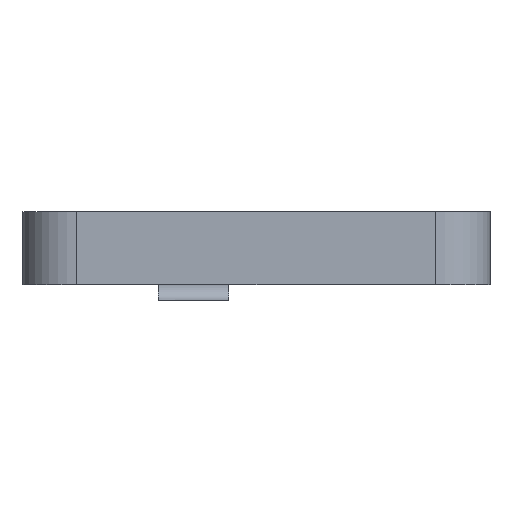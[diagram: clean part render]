
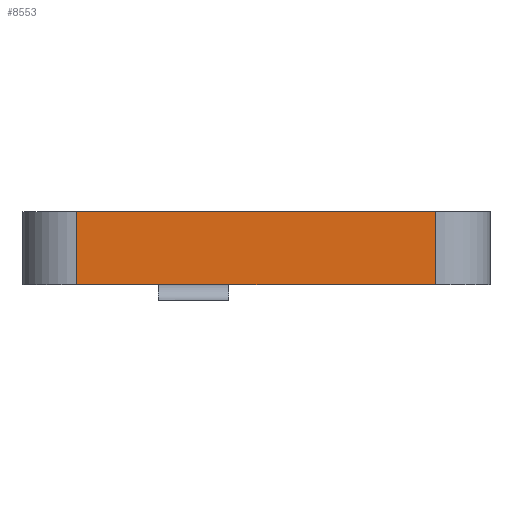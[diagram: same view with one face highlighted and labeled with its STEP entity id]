
A CAD part, front view. The second image highlights one B-rep face of the part: STEP entity #8553.
In plain terms, the highlighted planar face has unit normal (0, -1, 0).
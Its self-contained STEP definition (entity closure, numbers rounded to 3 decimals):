
#84 = PLANE('',#85);
#85 = AXIS2_PLACEMENT_3D('',#86,#87,#88);
#86 = CARTESIAN_POINT('',(-0.079,-0.635,4.69));
#87 = DIRECTION('',(0.,0.,1.));
#88 = DIRECTION('',(1.,0.,-0.));
#139 = PLANE('',#140);
#140 = AXIS2_PLACEMENT_3D('',#141,#142,#143);
#141 = CARTESIAN_POINT('',(-0.079,-0.635,0.));
#142 = DIRECTION('',(0.,0.,1.));
#143 = DIRECTION('',(1.,0.,-0.));
#361 = VERTEX_POINT('',#362);
#362 = CARTESIAN_POINT('',(-11.5,-50.,0.));
#377 = CYLINDRICAL_SURFACE('',#378,3.5);
#378 = AXIS2_PLACEMENT_3D('',#379,#380,#381);
#379 = CARTESIAN_POINT('',(-11.5,-46.5,0.));
#380 = DIRECTION('',(-0.,-0.,-1.));
#381 = DIRECTION('',(1.,0.,-0.));
#389 = EDGE_CURVE('',#390,#361,#392,.T.);
#390 = VERTEX_POINT('',#391);
#391 = CARTESIAN_POINT('',(11.5,-50.,0.));
#392 = SURFACE_CURVE('',#393,(#397,#404),.PCURVE_S1.);
#393 = LINE('',#394,#395);
#394 = CARTESIAN_POINT('',(11.5,-50.,0.));
#395 = VECTOR('',#396,1.);
#396 = DIRECTION('',(-1.,0.,0.));
#397 = PCURVE('',#139,#398);
#398 = DEFINITIONAL_REPRESENTATION('',(#399),#403);
#399 = LINE('',#400,#401);
#400 = CARTESIAN_POINT('',(11.579,-49.365));
#401 = VECTOR('',#402,1.);
#402 = DIRECTION('',(-1.,0.));
#403 = ( GEOMETRIC_REPRESENTATION_CONTEXT(2) 
PARAMETRIC_REPRESENTATION_CONTEXT() REPRESENTATION_CONTEXT('2D SPACE',''
  ) );
#404 = PCURVE('',#405,#410);
#405 = PLANE('',#406);
#406 = AXIS2_PLACEMENT_3D('',#407,#408,#409);
#407 = CARTESIAN_POINT('',(11.5,-50.,0.));
#408 = DIRECTION('',(0.,-1.,0.));
#409 = DIRECTION('',(-1.,0.,0.));
#410 = DEFINITIONAL_REPRESENTATION('',(#411),#415);
#411 = LINE('',#412,#413);
#412 = CARTESIAN_POINT('',(0.,-0.));
#413 = VECTOR('',#414,1.);
#414 = DIRECTION('',(1.,0.));
#415 = ( GEOMETRIC_REPRESENTATION_CONTEXT(2) 
PARAMETRIC_REPRESENTATION_CONTEXT() REPRESENTATION_CONTEXT('2D SPACE',''
  ) );
#434 = CYLINDRICAL_SURFACE('',#435,3.5);
#435 = AXIS2_PLACEMENT_3D('',#436,#437,#438);
#436 = CARTESIAN_POINT('',(11.5,-46.5,0.));
#437 = DIRECTION('',(-0.,-0.,-1.));
#438 = DIRECTION('',(1.,0.,-0.));
#4742 = VERTEX_POINT('',#4743);
#4743 = CARTESIAN_POINT('',(-11.5,-50.,4.69));
#4765 = EDGE_CURVE('',#4766,#4742,#4768,.T.);
#4766 = VERTEX_POINT('',#4767);
#4767 = CARTESIAN_POINT('',(11.5,-50.,4.69));
#4768 = SURFACE_CURVE('',#4769,(#4773,#4780),.PCURVE_S1.);
#4769 = LINE('',#4770,#4771);
#4770 = CARTESIAN_POINT('',(11.5,-50.,4.69));
#4771 = VECTOR('',#4772,1.);
#4772 = DIRECTION('',(-1.,0.,0.));
#4773 = PCURVE('',#84,#4774);
#4774 = DEFINITIONAL_REPRESENTATION('',(#4775),#4779);
#4775 = LINE('',#4776,#4777);
#4776 = CARTESIAN_POINT('',(11.579,-49.365));
#4777 = VECTOR('',#4778,1.);
#4778 = DIRECTION('',(-1.,0.));
#4779 = ( GEOMETRIC_REPRESENTATION_CONTEXT(2) 
PARAMETRIC_REPRESENTATION_CONTEXT() REPRESENTATION_CONTEXT('2D SPACE',''
  ) );
#4780 = PCURVE('',#405,#4781);
#4781 = DEFINITIONAL_REPRESENTATION('',(#4782),#4786);
#4782 = LINE('',#4783,#4784);
#4783 = CARTESIAN_POINT('',(0.,-4.69));
#4784 = VECTOR('',#4785,1.);
#4785 = DIRECTION('',(1.,0.));
#4786 = ( GEOMETRIC_REPRESENTATION_CONTEXT(2) 
PARAMETRIC_REPRESENTATION_CONTEXT() REPRESENTATION_CONTEXT('2D SPACE',''
  ) );
#8505 = EDGE_CURVE('',#361,#4742,#8506,.T.);
#8506 = SURFACE_CURVE('',#8507,(#8511,#8518),.PCURVE_S1.);
#8507 = LINE('',#8508,#8509);
#8508 = CARTESIAN_POINT('',(-11.5,-50.,0.));
#8509 = VECTOR('',#8510,1.);
#8510 = DIRECTION('',(0.,0.,1.));
#8511 = PCURVE('',#377,#8512);
#8512 = DEFINITIONAL_REPRESENTATION('',(#8513),#8517);
#8513 = LINE('',#8514,#8515);
#8514 = CARTESIAN_POINT('',(-4.712,0.));
#8515 = VECTOR('',#8516,1.);
#8516 = DIRECTION('',(-0.,-1.));
#8517 = ( GEOMETRIC_REPRESENTATION_CONTEXT(2) 
PARAMETRIC_REPRESENTATION_CONTEXT() REPRESENTATION_CONTEXT('2D SPACE',''
  ) );
#8518 = PCURVE('',#405,#8519);
#8519 = DEFINITIONAL_REPRESENTATION('',(#8520),#8524);
#8520 = LINE('',#8521,#8522);
#8521 = CARTESIAN_POINT('',(23.,0.));
#8522 = VECTOR('',#8523,1.);
#8523 = DIRECTION('',(0.,-1.));
#8524 = ( GEOMETRIC_REPRESENTATION_CONTEXT(2) 
PARAMETRIC_REPRESENTATION_CONTEXT() REPRESENTATION_CONTEXT('2D SPACE',''
  ) );
#8553 = ADVANCED_FACE('',(#8554),#405,.T.);
#8554 = FACE_BOUND('',#8555,.T.);
#8555 = EDGE_LOOP('',(#8556,#8577,#8578,#8579));
#8556 = ORIENTED_EDGE('',*,*,#8557,.T.);
#8557 = EDGE_CURVE('',#390,#4766,#8558,.T.);
#8558 = SURFACE_CURVE('',#8559,(#8563,#8570),.PCURVE_S1.);
#8559 = LINE('',#8560,#8561);
#8560 = CARTESIAN_POINT('',(11.5,-50.,0.));
#8561 = VECTOR('',#8562,1.);
#8562 = DIRECTION('',(0.,0.,1.));
#8563 = PCURVE('',#405,#8564);
#8564 = DEFINITIONAL_REPRESENTATION('',(#8565),#8569);
#8565 = LINE('',#8566,#8567);
#8566 = CARTESIAN_POINT('',(0.,-0.));
#8567 = VECTOR('',#8568,1.);
#8568 = DIRECTION('',(0.,-1.));
#8569 = ( GEOMETRIC_REPRESENTATION_CONTEXT(2) 
PARAMETRIC_REPRESENTATION_CONTEXT() REPRESENTATION_CONTEXT('2D SPACE',''
  ) );
#8570 = PCURVE('',#434,#8571);
#8571 = DEFINITIONAL_REPRESENTATION('',(#8572),#8576);
#8572 = LINE('',#8573,#8574);
#8573 = CARTESIAN_POINT('',(-4.712,0.));
#8574 = VECTOR('',#8575,1.);
#8575 = DIRECTION('',(-0.,-1.));
#8576 = ( GEOMETRIC_REPRESENTATION_CONTEXT(2) 
PARAMETRIC_REPRESENTATION_CONTEXT() REPRESENTATION_CONTEXT('2D SPACE',''
  ) );
#8577 = ORIENTED_EDGE('',*,*,#4765,.T.);
#8578 = ORIENTED_EDGE('',*,*,#8505,.F.);
#8579 = ORIENTED_EDGE('',*,*,#389,.F.);
